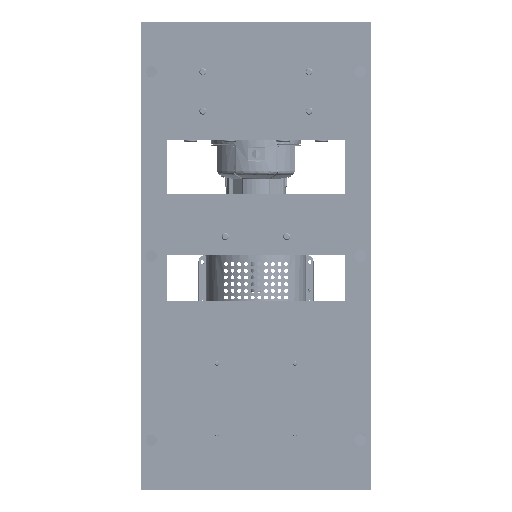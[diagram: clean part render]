
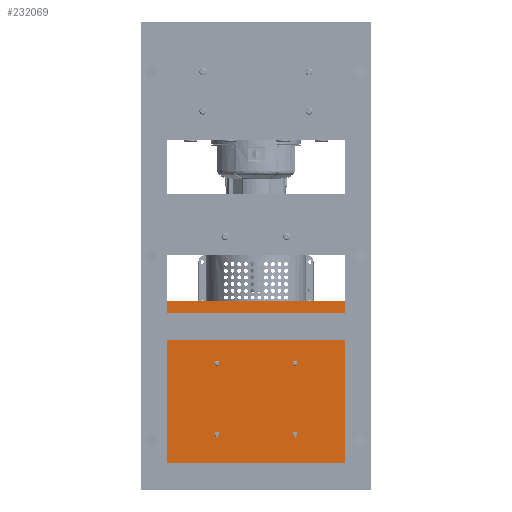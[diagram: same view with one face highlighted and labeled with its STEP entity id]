
A CAD part, front view. The second image highlights one B-rep face of the part: STEP entity #232069.
In plain terms, the highlighted planar face has unit normal (0, -1, 0).
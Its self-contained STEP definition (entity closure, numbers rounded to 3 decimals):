
#1027 = EDGE_CURVE ( 'NONE', #363760, #352848, #85010, .T. ) ;
#11962 = CARTESIAN_POINT ( 'NONE',  ( 2.08, 0., -2.75 ) ) ;
#16355 = CARTESIAN_POINT ( 'NONE',  ( 1.91, 0., 2.75 ) ) ;
#16814 = VECTOR ( 'NONE', #362518, 39.37 ) ;
#18429 = DIRECTION ( 'NONE',  ( 0., 0., 1. ) ) ;
#20749 = CIRCLE ( 'NONE', #402043, 0.17 ) ;
#25534 = VERTEX_POINT ( 'NONE', #91637 ) ;
#25778 = FACE_BOUND ( 'NONE', #234576, .T. ) ;
#28439 = AXIS2_PLACEMENT_3D ( 'NONE', #11962, #210117, #301885 ) ;
#29301 = CARTESIAN_POINT ( 'NONE',  ( -6.5, 0., -7.79 ) ) ;
#29814 = AXIS2_PLACEMENT_3D ( 'NONE', #70908, #367152, #43142 ) ;
#31231 = CARTESIAN_POINT ( 'NONE',  ( 2.25, 0., 2.75 ) ) ;
#33829 = DIRECTION ( 'NONE',  ( 1., 0., 0. ) ) ;
#36021 = EDGE_CURVE ( 'NONE', #411157, #172906, #137443, .T. ) ;
#43002 = EDGE_LOOP ( 'NONE', ( #216195, #83639 ) ) ;
#43142 = DIRECTION ( 'NONE',  ( 0., 0., 1. ) ) ;
#50098 = DIRECTION ( 'NONE',  ( 0., 0., 1. ) ) ;
#52982 = VERTEX_POINT ( 'NONE', #103340 ) ;
#57758 = PLANE ( 'NONE',  #269969 ) ;
#59968 = EDGE_CURVE ( 'NONE', #172906, #411157, #261340, .T. ) ;
#62545 = VERTEX_POINT ( 'NONE', #29301 ) ;
#63704 = DIRECTION ( 'NONE',  ( 0., -1., 0. ) ) ;
#70503 = VECTOR ( 'NONE', #33829, 39.37 ) ;
#70908 = CARTESIAN_POINT ( 'NONE',  ( -2.92, 0., 2.75 ) ) ;
#77147 = EDGE_CURVE ( 'NONE', #52982, #138747, #164276, .T. ) ;
#83639 = ORIENTED_EDGE ( 'NONE', *, *, #113821, .F. ) ;
#85010 = CIRCLE ( 'NONE', #282526, 0.17 ) ;
#86291 = CARTESIAN_POINT ( 'NONE',  ( 2.08, 0., -2.75 ) ) ;
#89748 = CARTESIAN_POINT ( 'NONE',  ( 0., 0., 0. ) ) ;
#91637 = CARTESIAN_POINT ( 'NONE',  ( -6.5, 0., 7.79 ) ) ;
#91848 = FACE_BOUND ( 'NONE', #216251, .T. ) ;
#97800 = DIRECTION ( 'NONE',  ( 0., 0., 1. ) ) ;
#98258 = CARTESIAN_POINT ( 'NONE',  ( 6.5, 0., -7.79 ) ) ;
#103340 = CARTESIAN_POINT ( 'NONE',  ( 6.5, 0., 7.79 ) ) ;
#104093 = CARTESIAN_POINT ( 'NONE',  ( -3.09, 0., 2.75 ) ) ;
#109552 = DIRECTION ( 'NONE',  ( 0., 0., 1. ) ) ;
#113821 = EDGE_CURVE ( 'NONE', #174016, #401858, #173240, .T. ) ;
#118774 = EDGE_LOOP ( 'NONE', ( #199708, #205907, #202172, #148151 ) ) ;
#120673 = CARTESIAN_POINT ( 'NONE',  ( -2.92, 0., -2.75 ) ) ;
#137443 = CIRCLE ( 'NONE', #300908, 0.17 ) ;
#138747 = VERTEX_POINT ( 'NONE', #274907 ) ;
#148151 = ORIENTED_EDGE ( 'NONE', *, *, #234573, .F. ) ;
#153647 = FACE_OUTER_BOUND ( 'NONE', #118774, .T. ) ;
#157853 = FACE_BOUND ( 'NONE', #269992, .T. ) ;
#159451 = EDGE_CURVE ( 'NONE', #328113, #296063, #20749, .T. ) ;
#164276 = LINE ( 'NONE', #98258, #16814 ) ;
#165431 = CARTESIAN_POINT ( 'NONE',  ( 2.25, 0., -2.75 ) ) ;
#166489 = ORIENTED_EDGE ( 'NONE', *, *, #1027, .F. ) ;
#172906 = VERTEX_POINT ( 'NONE', #229776 ) ;
#173240 = CIRCLE ( 'NONE', #323340, 0.17 ) ;
#174016 = VERTEX_POINT ( 'NONE', #31231 ) ;
#183993 = CARTESIAN_POINT ( 'NONE',  ( -2.92, 0., 2.75 ) ) ;
#185384 = ORIENTED_EDGE ( 'NONE', *, *, #36021, .F. ) ;
#191918 = DIRECTION ( 'NONE',  ( 0., 0., 1. ) ) ;
#199708 = ORIENTED_EDGE ( 'NONE', *, *, #77147, .F. ) ;
#200882 = CARTESIAN_POINT ( 'NONE',  ( -6.5, 0., -7.79 ) ) ;
#202172 = ORIENTED_EDGE ( 'NONE', *, *, #362264, .F. ) ;
#205907 = ORIENTED_EDGE ( 'NONE', *, *, #263661, .F. ) ;
#206265 = CARTESIAN_POINT ( 'NONE',  ( -6.5, 0., 7.79 ) ) ;
#210117 = DIRECTION ( 'NONE',  ( 0., -1., 0. ) ) ;
#216195 = ORIENTED_EDGE ( 'NONE', *, *, #275943, .F. ) ;
#216251 = EDGE_LOOP ( 'NONE', ( #337430, #317136 ) ) ;
#220188 = DIRECTION ( 'NONE',  ( 0., 0., 1. ) ) ;
#221854 = DIRECTION ( 'NONE',  ( 0., 1., 0. ) ) ;
#229776 = CARTESIAN_POINT ( 'NONE',  ( -2.75, 0., 2.75 ) ) ;
#230766 = DIRECTION ( 'NONE',  ( 0., 0., 1. ) ) ;
#231986 = CARTESIAN_POINT ( 'NONE',  ( 2.08, 0., 2.75 ) ) ;
#232069 = ADVANCED_FACE ( 'NONE', ( #157853, #91848, #25778, #351911, #153647 ), #57758, .F. ) ;
#232600 = CARTESIAN_POINT ( 'NONE',  ( -3.09, 0., -2.75 ) ) ;
#234573 = EDGE_CURVE ( 'NONE', #138747, #62545, #276634, .T. ) ;
#234576 = EDGE_LOOP ( 'NONE', ( #185384, #371932 ) ) ;
#234702 = CIRCLE ( 'NONE', #404798, 0.17 ) ;
#236160 = LINE ( 'NONE', #206265, #70503 ) ;
#236271 = ORIENTED_EDGE ( 'NONE', *, *, #282248, .F. ) ;
#237446 = DIRECTION ( 'NONE',  ( 0., -1., 0. ) ) ;
#238303 = CARTESIAN_POINT ( 'NONE',  ( -6.5, 0., -7.79 ) ) ;
#250647 = DIRECTION ( 'NONE',  ( 0., -1., 0. ) ) ;
#252992 = CIRCLE ( 'NONE', #28439, 0.17 ) ;
#256060 = CIRCLE ( 'NONE', #276455, 0.17 ) ;
#261340 = CIRCLE ( 'NONE', #29814, 0.17 ) ;
#262772 = LINE ( 'NONE', #200882, #343781 ) ;
#263661 = EDGE_CURVE ( 'NONE', #25534, #52982, #236160, .T. ) ;
#269969 = AXIS2_PLACEMENT_3D ( 'NONE', #89748, #221854, #191918 ) ;
#269988 = CARTESIAN_POINT ( 'NONE',  ( -2.75, 0., -2.75 ) ) ;
#269992 = EDGE_LOOP ( 'NONE', ( #166489, #236271 ) ) ;
#274907 = CARTESIAN_POINT ( 'NONE',  ( 6.5, 0., -7.79 ) ) ;
#275943 = EDGE_CURVE ( 'NONE', #401858, #174016, #256060, .T. ) ;
#276455 = AXIS2_PLACEMENT_3D ( 'NONE', #231986, #63704, #97800 ) ;
#276634 = LINE ( 'NONE', #238303, #303709 ) ;
#282248 = EDGE_CURVE ( 'NONE', #352848, #363760, #252992, .T. ) ;
#282526 = AXIS2_PLACEMENT_3D ( 'NONE', #86291, #378320, #50098 ) ;
#286282 = DIRECTION ( 'NONE',  ( 0., -1., 0. ) ) ;
#296063 = VERTEX_POINT ( 'NONE', #232600 ) ;
#300908 = AXIS2_PLACEMENT_3D ( 'NONE', #183993, #286282, #220188 ) ;
#301885 = DIRECTION ( 'NONE',  ( 0., 0., 1. ) ) ;
#303709 = VECTOR ( 'NONE', #366303, 39.37 ) ;
#317136 = ORIENTED_EDGE ( 'NONE', *, *, #159451, .F. ) ;
#323340 = AXIS2_PLACEMENT_3D ( 'NONE', #326154, #388037, #356027 ) ;
#326154 = CARTESIAN_POINT ( 'NONE',  ( 2.08, 0., 2.75 ) ) ;
#328113 = VERTEX_POINT ( 'NONE', #269988 ) ;
#330875 = EDGE_CURVE ( 'NONE', #296063, #328113, #234702, .T. ) ;
#331366 = CARTESIAN_POINT ( 'NONE',  ( -2.92, 0., -2.75 ) ) ;
#337430 = ORIENTED_EDGE ( 'NONE', *, *, #330875, .F. ) ;
#343781 = VECTOR ( 'NONE', #230766, 39.37 ) ;
#351911 = FACE_BOUND ( 'NONE', #43002, .T. ) ;
#352848 = VERTEX_POINT ( 'NONE', #165431 ) ;
#356027 = DIRECTION ( 'NONE',  ( 0., 0., 1. ) ) ;
#362264 = EDGE_CURVE ( 'NONE', #62545, #25534, #262772, .T. ) ;
#362518 = DIRECTION ( 'NONE',  ( 0., 0., -1. ) ) ;
#363760 = VERTEX_POINT ( 'NONE', #411822 ) ;
#366303 = DIRECTION ( 'NONE',  ( -1., 0., 0. ) ) ;
#367152 = DIRECTION ( 'NONE',  ( 0., -1., 0. ) ) ;
#371932 = ORIENTED_EDGE ( 'NONE', *, *, #59968, .F. ) ;
#378320 = DIRECTION ( 'NONE',  ( 0., -1., 0. ) ) ;
#388037 = DIRECTION ( 'NONE',  ( 0., -1., 0. ) ) ;
#401858 = VERTEX_POINT ( 'NONE', #16355 ) ;
#402043 = AXIS2_PLACEMENT_3D ( 'NONE', #331366, #237446, #109552 ) ;
#404798 = AXIS2_PLACEMENT_3D ( 'NONE', #120673, #250647, #18429 ) ;
#411157 = VERTEX_POINT ( 'NONE', #104093 ) ;
#411822 = CARTESIAN_POINT ( 'NONE',  ( 1.91, 0., -2.75 ) ) ;
